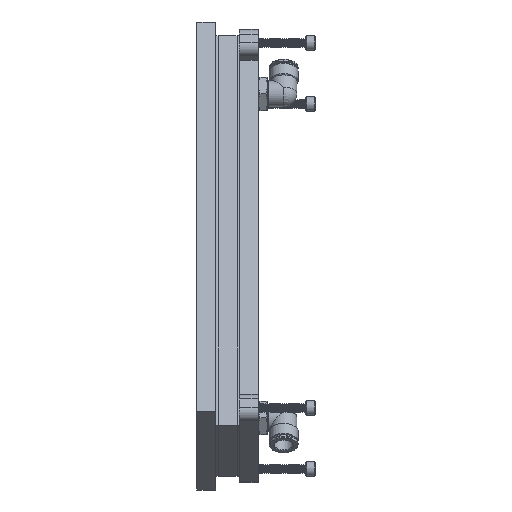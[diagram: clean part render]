
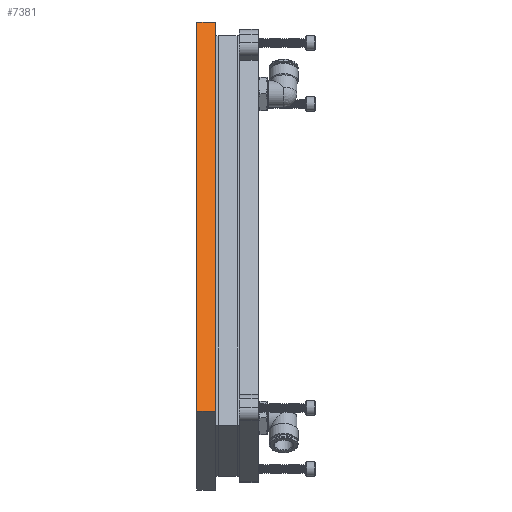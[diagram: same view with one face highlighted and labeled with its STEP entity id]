
A CAD part, left-side view. The second image highlights one B-rep face of the part: STEP entity #7381.
In plain terms, the highlighted face is planar.
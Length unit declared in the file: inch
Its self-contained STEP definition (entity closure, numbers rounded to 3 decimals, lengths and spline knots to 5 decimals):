
#610=PLANE('',#8382);
#812=FACE_OUTER_BOUND('',#1300,.T.);
#1300=EDGE_LOOP('',(#6091,#6092,#6093,#6094));
#1749=LINE('',#12305,#2085);
#1757=LINE('',#12320,#2093);
#1758=LINE('',#12322,#2094);
#1759=LINE('',#12323,#2095);
#2085=VECTOR('',#10230,0.3937);
#2093=VECTOR('',#10242,0.3937);
#2094=VECTOR('',#10245,0.3937);
#2095=VECTOR('',#10246,0.3937);
#3371=VERTEX_POINT('',#12302);
#3372=VERTEX_POINT('',#12304);
#3376=VERTEX_POINT('',#12316);
#3377=VERTEX_POINT('',#12318);
#4365=EDGE_CURVE('',#3371,#3372,#1749,.T.);
#4373=EDGE_CURVE('',#3376,#3377,#1757,.T.);
#4374=EDGE_CURVE('',#3371,#3376,#1758,.T.);
#4375=EDGE_CURVE('',#3372,#3377,#1759,.T.);
#6091=ORIENTED_EDGE('',*,*,#4374,.T.);
#6092=ORIENTED_EDGE('',*,*,#4373,.T.);
#6093=ORIENTED_EDGE('',*,*,#4375,.F.);
#6094=ORIENTED_EDGE('',*,*,#4365,.F.);
#7381=ADVANCED_FACE('',(#812),#610,.T.);
#8382=AXIS2_PLACEMENT_3D('',#12321,#10243,#10244);
#10230=DIRECTION('',(0.,1.,0.));
#10242=DIRECTION('',(0.,1.,0.));
#10243=DIRECTION('center_axis',(-1.,0.,0.));
#10244=DIRECTION('ref_axis',(0.,0.,1.));
#10245=DIRECTION('',(0.,0.,1.));
#10246=DIRECTION('',(0.,0.,1.));
#12302=CARTESIAN_POINT('',(-4.,0.,0.));
#12304=CARTESIAN_POINT('',(-4.,0.5,0.));
#12305=CARTESIAN_POINT('',(-4.,0.,0.));
#12316=CARTESIAN_POINT('',(-4.,0.,12.));
#12318=CARTESIAN_POINT('',(-4.,0.5,12.));
#12320=CARTESIAN_POINT('',(-4.,0.,12.));
#12321=CARTESIAN_POINT('Origin',(-4.,0.,0.));
#12322=CARTESIAN_POINT('',(-4.,0.,0.));
#12323=CARTESIAN_POINT('',(-4.,0.5,0.));
